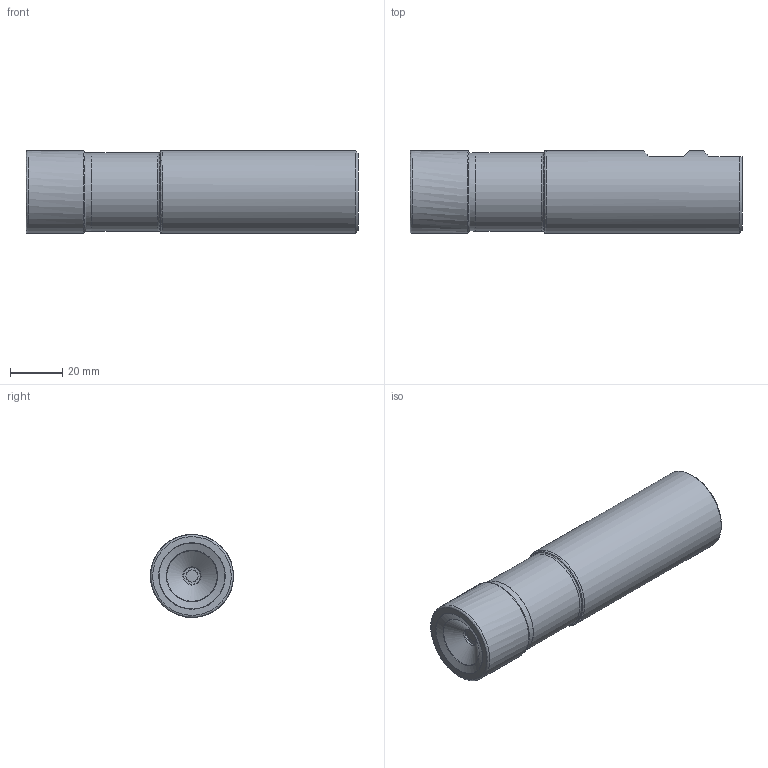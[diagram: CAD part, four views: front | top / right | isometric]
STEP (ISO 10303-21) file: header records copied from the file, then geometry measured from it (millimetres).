
FILE_DESCRIPTION(/* description */ (''),/* implementation_level */ '2;1');
FILE_NAME(/* name */ 'empx-1.25''''-xp1.25''''-ap22-02c.stp',/* time_stamp */ '2024-08-02T09:41:13+08:00',/* author */ (''),/* organization */ (''),/* preprocessor_version */ 'ST-DEVELOPER v19.4',/* originating_system */ 'SIEMENS PLM Software NX2306.8900',/* authorisation */ '');
FILE_SCHEMA (('AUTOMOTIVE_DESIGN { 1 0 10303 214 3 1 1 1 }'));
Length unit declared in the file: millimetre
Products named in the file (1): empx-1.25''-xp1.25''-ap22-02c_objects
Bounding box: 127 x 31.73 x 31.75 mm (x, y, z)
Volume: 89520 mm3; surface area: 19285.4 mm2
Topology: 1 solids, 2 shells, 34 faces, 88 edges, 56 vertices
Faces by surface type: revolution 12, plane 7, cone 6, torus 5, cylinder 3, bspline 1
Full cylindrical faces by diameter (mm): 6 x1, 30 x1, 31.75 x1
Entity records: 890 total; most frequent: CARTESIAN_POINT 236, DIRECTION 127, ORIENTED_EDGE 82, EDGE_LOOP 61, FACE_BOUND 55, AXIS2_PLACEMENT_3D 52, EDGE_CURVE 42, VERTEX_POINT 38
